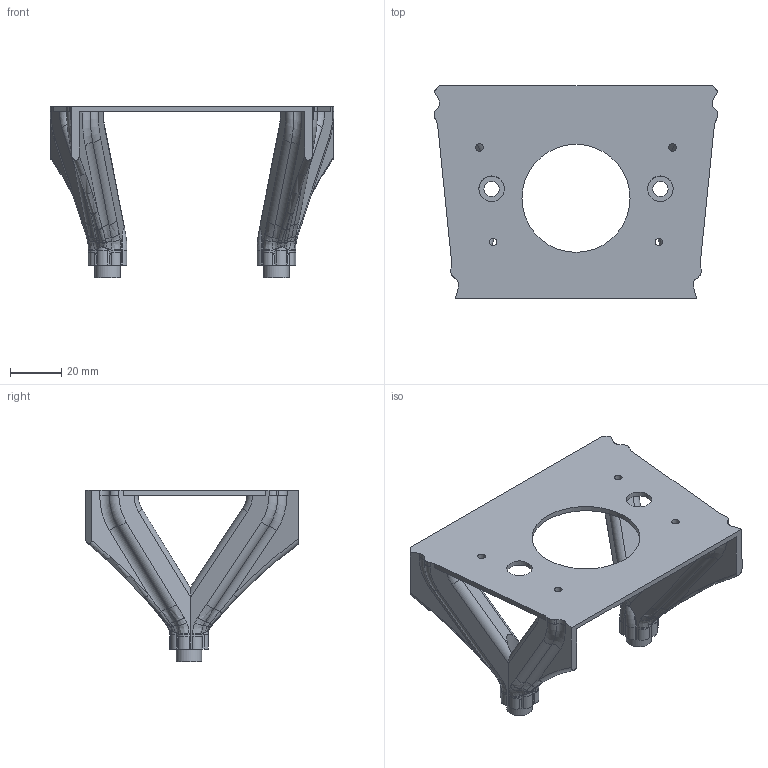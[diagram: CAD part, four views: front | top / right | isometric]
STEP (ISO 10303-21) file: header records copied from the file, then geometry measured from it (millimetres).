
FILE_DESCRIPTION(/* description */ (''),/* implementation_level */ '2;1');
FILE_NAME(/* name */ 'radio-base-plate-v4.step',/* time_stamp */ '2025-08-20T13:47:21-04:00',/* author */ (''),/* organization */ (''),/* preprocessor_version */ 'ST-DEVELOPER v20.1',/* originating_system */ 'Autodesk Translation Framework v14.10.0.0',/* authorisation */ '');
FILE_SCHEMA (('AUTOMOTIVE_DESIGN { 1 0 10303 214 3 1 1 }'));
Length unit declared in the file: millimetre
Products named in the file (1): back-plate-base
Bounding box: 110.94 x 83.19 x 67.16 mm (x, y, z)
Volume: 55770.1 mm3; surface area: 30170.5 mm2
Topology: 1 solids, 1 shells, 311 faces, 805 edges, 494 vertices
Faces by surface type: bspline 132, cylinder 73, plane 58, torus 48
Full cylindrical faces by diameter (mm): 3 x4, 6 x2, 10 x6, 42.25 x1
Entity records: 12340 total; most frequent: CARTESIAN_POINT 5532, ORIENTED_EDGE 1610, DIRECTION 1175, EDGE_CURVE 805, VERTEX_POINT 494, AXIS2_PLACEMENT_3D 473, EDGE_LOOP 331, FACE_OUTER_BOUND 311
